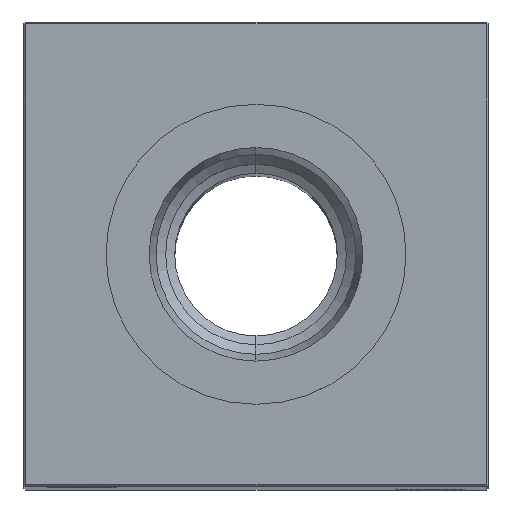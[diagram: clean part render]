
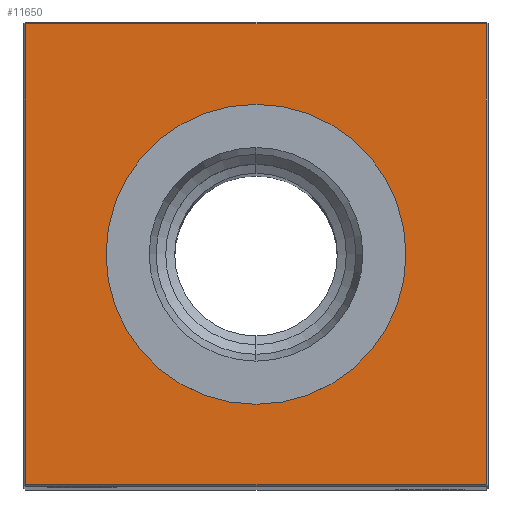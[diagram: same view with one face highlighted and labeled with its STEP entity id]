
A CAD part, top view. The second image highlights one B-rep face of the part: STEP entity #11650.
In plain terms, the highlighted planar face has unit normal (0, 0, 1).
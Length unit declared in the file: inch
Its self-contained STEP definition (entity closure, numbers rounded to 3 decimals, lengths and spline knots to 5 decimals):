
#399 = CARTESIAN_POINT ( 'NONE',  ( 0., -1.24, 10.5 ) ) ;
#468 = EDGE_CURVE ( 'NONE', #8997, #13095, #14729, .T. ) ;
#540 = CARTESIAN_POINT ( 'NONE',  ( 0., 0., 10.5 ) ) ;
#1476 = ORIENTED_EDGE ( 'NONE', *, *, #468, .T. ) ;
#1480 = DIRECTION ( 'NONE',  ( 0., -1., 0. ) ) ;
#2743 = VERTEX_POINT ( 'NONE', #17135 ) ;
#3002 = VERTEX_POINT ( 'NONE', #13086 ) ;
#4023 = PLANE ( 'NONE',  #9904 ) ;
#4404 = DIRECTION ( 'NONE',  ( -1., 0., 0. ) ) ;
#4969 = VECTOR ( 'NONE', #1480, 39.37008 ) ;
#5341 = CARTESIAN_POINT ( 'NONE',  ( 1.24, 1.24, 10.5 ) ) ;
#5372 = CARTESIAN_POINT ( 'NONE',  ( -1.24, 0., 10.5 ) ) ;
#5853 = ORIENTED_EDGE ( 'NONE', *, *, #21940, .T. ) ;
#6494 = DIRECTION ( 'NONE',  ( 0., 0., -1. ) ) ;
#6518 = VECTOR ( 'NONE', #21912, 39.37008 ) ;
#8174 = LINE ( 'NONE', #399, #6518 ) ;
#8997 = VERTEX_POINT ( 'NONE', #12508 ) ;
#9904 = AXIS2_PLACEMENT_3D ( 'NONE', #540, #6494, #4404 ) ;
#10222 = VERTEX_POINT ( 'NONE', #23706 ) ;
#10291 = CARTESIAN_POINT ( 'NONE',  ( 0., 0., 10.5 ) ) ;
#10301 = AXIS2_PLACEMENT_3D ( 'NONE', #12564, #12436, #24590 ) ;
#10497 = ORIENTED_EDGE ( 'NONE', *, *, #12258, .T. ) ;
#11333 = CARTESIAN_POINT ( 'NONE',  ( 1.24, 0., 10.5 ) ) ;
#11646 = EDGE_LOOP ( 'NONE', ( #17771, #19182, #10497, #5853 ) ) ;
#11650 = ADVANCED_FACE ( 'NONE', ( #20369, #21793 ), #4023, .F. ) ;
#12258 = EDGE_CURVE ( 'NONE', #10222, #23074, #17050, .T. ) ;
#12436 = DIRECTION ( 'NONE',  ( 0., 0., -1. ) ) ;
#12508 = CARTESIAN_POINT ( 'NONE',  ( 0., -0.80709, 10.5 ) ) ;
#12551 = CARTESIAN_POINT ( 'NONE',  ( 0., 0.80709, 10.5 ) ) ;
#12564 = CARTESIAN_POINT ( 'NONE',  ( 0., 0., 10.5 ) ) ;
#12839 = VECTOR ( 'NONE', #22981, 39.37008 ) ;
#13086 = CARTESIAN_POINT ( 'NONE',  ( -1.24, 1.24, 10.5 ) ) ;
#13095 = VERTEX_POINT ( 'NONE', #12551 ) ;
#14718 = EDGE_LOOP ( 'NONE', ( #22983, #1476 ) ) ;
#14729 = CIRCLE ( 'NONE', #20522, 0.80709 ) ;
#16390 = DIRECTION ( 'NONE',  ( 0., 0., -1. ) ) ;
#17050 = LINE ( 'NONE', #11333, #12839 ) ;
#17135 = CARTESIAN_POINT ( 'NONE',  ( -1.24, -1.24, 10.5 ) ) ;
#17771 = ORIENTED_EDGE ( 'NONE', *, *, #21813, .T. ) ;
#17819 = CARTESIAN_POINT ( 'NONE',  ( 0., 1.24, 10.5 ) ) ;
#18441 = EDGE_CURVE ( 'NONE', #13095, #8997, #25175, .T. ) ;
#18594 = DIRECTION ( 'NONE',  ( -1., 0., 0. ) ) ;
#18660 = VECTOR ( 'NONE', #24217, 39.37008 ) ;
#19182 = ORIENTED_EDGE ( 'NONE', *, *, #23134, .T. ) ;
#20369 = FACE_OUTER_BOUND ( 'NONE', #11646, .T. ) ;
#20477 = LINE ( 'NONE', #17819, #18660 ) ;
#20522 = AXIS2_PLACEMENT_3D ( 'NONE', #10291, #16390, #18594 ) ;
#21793 = FACE_BOUND ( 'NONE', #14718, .T. ) ;
#21813 = EDGE_CURVE ( 'NONE', #3002, #2743, #23116, .T. ) ;
#21912 = DIRECTION ( 'NONE',  ( 1., 0., 0. ) ) ;
#21940 = EDGE_CURVE ( 'NONE', #23074, #3002, #20477, .T. ) ;
#22981 = DIRECTION ( 'NONE',  ( 0., 1., 0. ) ) ;
#22983 = ORIENTED_EDGE ( 'NONE', *, *, #18441, .T. ) ;
#23074 = VERTEX_POINT ( 'NONE', #5341 ) ;
#23116 = LINE ( 'NONE', #5372, #4969 ) ;
#23134 = EDGE_CURVE ( 'NONE', #2743, #10222, #8174, .T. ) ;
#23706 = CARTESIAN_POINT ( 'NONE',  ( 1.24, -1.24, 10.5 ) ) ;
#24217 = DIRECTION ( 'NONE',  ( -1., 0., 0. ) ) ;
#24590 = DIRECTION ( 'NONE',  ( -1., 0., 0. ) ) ;
#25175 = CIRCLE ( 'NONE', #10301, 0.80709 ) ;
